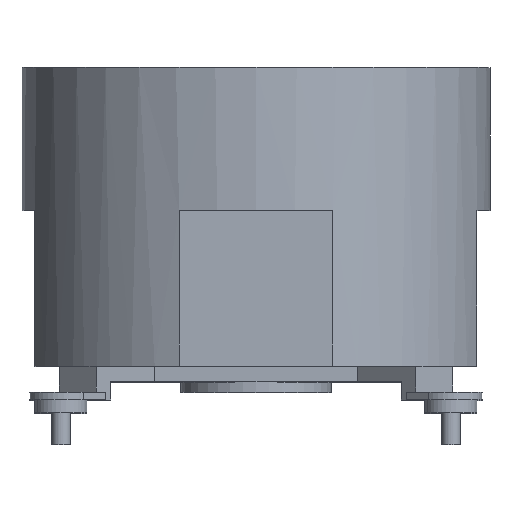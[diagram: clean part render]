
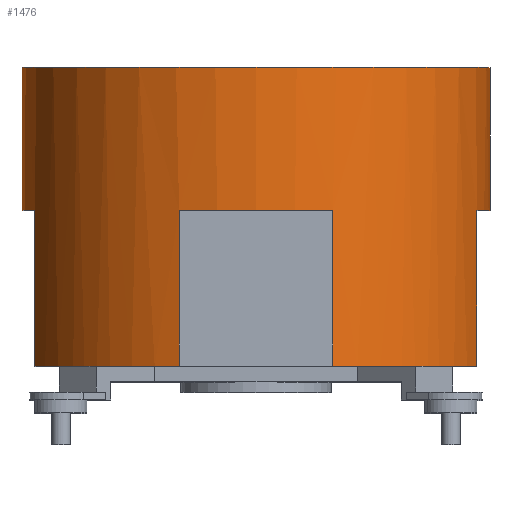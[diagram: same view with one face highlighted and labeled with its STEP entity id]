
A CAD part, top view. The second image highlights one B-rep face of the part: STEP entity #1476.
In plain terms, the highlighted cylindrical face has radius 45 mm (diameter 90 mm), a full revolution.
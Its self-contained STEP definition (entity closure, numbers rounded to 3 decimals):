
#28=CYLINDRICAL_SURFACE('',#1595,45.);
#52=FACE_OUTER_BOUND('',#141,.T.);
#141=EDGE_LOOP('',(#1001,#1002,#1003,#1004,#1005,#1006,#1007,#1008,#1009,
#1010,#1011,#1012,#1013,#1014,#1015,#1016,#1017,#1018,#1019,#1020,#1021,
#1022,#1023,#1024,#1025,#1026,#1027,#1028));
#225=CIRCLE('',#1572,45.);
#226=CIRCLE('',#1573,45.);
#227=CIRCLE('',#1575,45.);
#228=CIRCLE('',#1577,45.);
#229=CIRCLE('',#1579,45.);
#230=CIRCLE('',#1581,45.);
#231=CIRCLE('',#1583,45.);
#232=CIRCLE('',#1584,45.);
#233=CIRCLE('',#1586,45.);
#234=CIRCLE('',#1587,45.);
#235=CIRCLE('',#1589,45.);
#236=CIRCLE('',#1590,45.);
#237=CIRCLE('',#1592,45.);
#238=CIRCLE('',#1593,45.);
#239=CIRCLE('',#1596,45.);
#240=CIRCLE('',#1597,45.);
#241=CIRCLE('',#1598,45.);
#242=CIRCLE('',#1599,45.);
#289=LINE('',#2221,#459);
#290=LINE('',#2222,#460);
#291=LINE('',#2224,#461);
#292=LINE('',#2225,#462);
#293=LINE('',#2227,#463);
#294=LINE('',#2228,#464);
#295=LINE('',#2230,#465);
#296=LINE('',#2231,#466);
#297=LINE('',#2234,#467);
#459=VECTOR('',#1774,10.);
#460=VECTOR('',#1775,10.);
#461=VECTOR('',#1778,45.);
#462=VECTOR('',#1779,10.);
#463=VECTOR('',#1782,10.);
#464=VECTOR('',#1783,10.);
#465=VECTOR('',#1786,10.);
#466=VECTOR('',#1787,10.);
#467=VECTOR('',#1792,10.);
#609=VERTEX_POINT('',#2144);
#610=VERTEX_POINT('',#2145);
#611=VERTEX_POINT('',#2147);
#612=VERTEX_POINT('',#2151);
#613=VERTEX_POINT('',#2152);
#614=VERTEX_POINT('',#2156);
#615=VERTEX_POINT('',#2157);
#616=VERTEX_POINT('',#2161);
#617=VERTEX_POINT('',#2162);
#618=VERTEX_POINT('',#2166);
#620=VERTEX_POINT('',#2170);
#622=VERTEX_POINT('',#2174);
#623=VERTEX_POINT('',#2176);
#624=VERTEX_POINT('',#2178);
#626=VERTEX_POINT('',#2183);
#627=VERTEX_POINT('',#2185);
#628=VERTEX_POINT('',#2187);
#629=VERTEX_POINT('',#2189);
#632=VERTEX_POINT('',#2196);
#633=VERTEX_POINT('',#2198);
#634=VERTEX_POINT('',#2200);
#635=VERTEX_POINT('',#2202);
#638=VERTEX_POINT('',#2209);
#640=VERTEX_POINT('',#2213);
#641=VERTEX_POINT('',#2215);
#642=VERTEX_POINT('',#2217);
#750=EDGE_CURVE('',#610,#611,#225,.T.);
#751=EDGE_CURVE('',#611,#609,#226,.T.);
#753=EDGE_CURVE('',#613,#612,#227,.T.);
#755=EDGE_CURVE('',#615,#614,#228,.T.);
#757=EDGE_CURVE('',#617,#616,#229,.T.);
#758=EDGE_CURVE('',#618,#618,#230,.T.);
#762=EDGE_CURVE('',#623,#622,#231,.T.);
#764=EDGE_CURVE('',#620,#624,#232,.T.);
#766=EDGE_CURVE('',#627,#626,#233,.T.);
#768=EDGE_CURVE('',#629,#628,#234,.T.);
#772=EDGE_CURVE('',#633,#632,#235,.T.);
#774=EDGE_CURVE('',#635,#634,#236,.T.);
#780=EDGE_CURVE('',#641,#640,#237,.T.);
#782=EDGE_CURVE('',#638,#642,#238,.T.);
#783=EDGE_CURVE('',#623,#617,#289,.T.);
#784=EDGE_CURVE('',#624,#616,#290,.T.);
#785=EDGE_CURVE('',#618,#611,#291,.T.);
#786=EDGE_CURVE('',#627,#610,#292,.T.);
#787=EDGE_CURVE('',#635,#626,#239,.T.);
#788=EDGE_CURVE('',#634,#612,#293,.T.);
#789=EDGE_CURVE('',#633,#613,#294,.T.);
#790=EDGE_CURVE('',#638,#632,#240,.T.);
#791=EDGE_CURVE('',#642,#614,#295,.T.);
#792=EDGE_CURVE('',#641,#615,#296,.T.);
#793=EDGE_CURVE('',#620,#640,#241,.T.);
#794=EDGE_CURVE('',#629,#622,#242,.T.);
#795=EDGE_CURVE('',#628,#609,#297,.T.);
#1001=ORIENTED_EDGE('',*,*,#758,.F.);
#1002=ORIENTED_EDGE('',*,*,#785,.T.);
#1003=ORIENTED_EDGE('',*,*,#750,.F.);
#1004=ORIENTED_EDGE('',*,*,#786,.F.);
#1005=ORIENTED_EDGE('',*,*,#766,.T.);
#1006=ORIENTED_EDGE('',*,*,#787,.F.);
#1007=ORIENTED_EDGE('',*,*,#774,.T.);
#1008=ORIENTED_EDGE('',*,*,#788,.T.);
#1009=ORIENTED_EDGE('',*,*,#753,.F.);
#1010=ORIENTED_EDGE('',*,*,#789,.F.);
#1011=ORIENTED_EDGE('',*,*,#772,.T.);
#1012=ORIENTED_EDGE('',*,*,#790,.F.);
#1013=ORIENTED_EDGE('',*,*,#782,.T.);
#1014=ORIENTED_EDGE('',*,*,#791,.T.);
#1015=ORIENTED_EDGE('',*,*,#755,.F.);
#1016=ORIENTED_EDGE('',*,*,#792,.F.);
#1017=ORIENTED_EDGE('',*,*,#780,.T.);
#1018=ORIENTED_EDGE('',*,*,#793,.F.);
#1019=ORIENTED_EDGE('',*,*,#764,.T.);
#1020=ORIENTED_EDGE('',*,*,#784,.T.);
#1021=ORIENTED_EDGE('',*,*,#757,.F.);
#1022=ORIENTED_EDGE('',*,*,#783,.F.);
#1023=ORIENTED_EDGE('',*,*,#762,.T.);
#1024=ORIENTED_EDGE('',*,*,#794,.F.);
#1025=ORIENTED_EDGE('',*,*,#768,.T.);
#1026=ORIENTED_EDGE('',*,*,#795,.T.);
#1027=ORIENTED_EDGE('',*,*,#751,.F.);
#1028=ORIENTED_EDGE('',*,*,#785,.F.);
#1476=ADVANCED_FACE('',(#52),#28,.T.);
#1572=AXIS2_PLACEMENT_3D('',#2148,#1709,#1710);
#1573=AXIS2_PLACEMENT_3D('',#2149,#1711,#1712);
#1575=AXIS2_PLACEMENT_3D('',#2154,#1716,#1717);
#1577=AXIS2_PLACEMENT_3D('',#2159,#1721,#1722);
#1579=AXIS2_PLACEMENT_3D('',#2164,#1726,#1727);
#1581=AXIS2_PLACEMENT_3D('',#2167,#1730,#1731);
#1583=AXIS2_PLACEMENT_3D('',#2177,#1737,#1738);
#1584=AXIS2_PLACEMENT_3D('',#2180,#1740,#1741);
#1586=AXIS2_PLACEMENT_3D('',#2186,#1745,#1746);
#1587=AXIS2_PLACEMENT_3D('',#2190,#1748,#1749);
#1589=AXIS2_PLACEMENT_3D('',#2199,#1755,#1756);
#1590=AXIS2_PLACEMENT_3D('',#2203,#1758,#1759);
#1592=AXIS2_PLACEMENT_3D('',#2216,#1767,#1768);
#1593=AXIS2_PLACEMENT_3D('',#2219,#1770,#1771);
#1595=AXIS2_PLACEMENT_3D('',#2223,#1776,#1777);
#1596=AXIS2_PLACEMENT_3D('',#2226,#1780,#1781);
#1597=AXIS2_PLACEMENT_3D('',#2229,#1784,#1785);
#1598=AXIS2_PLACEMENT_3D('',#2232,#1788,#1789);
#1599=AXIS2_PLACEMENT_3D('',#2233,#1790,#1791);
#1709=DIRECTION('center_axis',(0.,-1.,0.));
#1710=DIRECTION('ref_axis',(-1.,0.,0.));
#1711=DIRECTION('center_axis',(0.,-1.,0.));
#1712=DIRECTION('ref_axis',(-1.,0.,0.));
#1716=DIRECTION('center_axis',(0.,-1.,0.));
#1717=DIRECTION('ref_axis',(-1.,0.,0.));
#1721=DIRECTION('center_axis',(0.,-1.,0.));
#1722=DIRECTION('ref_axis',(-1.,0.,0.));
#1726=DIRECTION('center_axis',(0.,-1.,0.));
#1727=DIRECTION('ref_axis',(-1.,0.,0.));
#1730=DIRECTION('center_axis',(0.,1.,0.));
#1731=DIRECTION('ref_axis',(-1.,0.,0.));
#1737=DIRECTION('center_axis',(0.,1.,0.));
#1738=DIRECTION('ref_axis',(-1.,0.,0.));
#1740=DIRECTION('center_axis',(0.,1.,0.));
#1741=DIRECTION('ref_axis',(-1.,0.,0.));
#1745=DIRECTION('center_axis',(0.,1.,0.));
#1746=DIRECTION('ref_axis',(-1.,0.,0.));
#1748=DIRECTION('center_axis',(0.,1.,0.));
#1749=DIRECTION('ref_axis',(-1.,0.,0.));
#1755=DIRECTION('center_axis',(0.,1.,0.));
#1756=DIRECTION('ref_axis',(-1.,0.,0.));
#1758=DIRECTION('center_axis',(0.,1.,0.));
#1759=DIRECTION('ref_axis',(-1.,0.,0.));
#1767=DIRECTION('center_axis',(0.,1.,0.));
#1768=DIRECTION('ref_axis',(-1.,0.,0.));
#1770=DIRECTION('center_axis',(0.,1.,0.));
#1771=DIRECTION('ref_axis',(-1.,0.,0.));
#1774=DIRECTION('',(0.,1.,0.));
#1775=DIRECTION('',(0.,1.,0.));
#1776=DIRECTION('center_axis',(0.,1.,0.));
#1777=DIRECTION('ref_axis',(-1.,0.,0.));
#1778=DIRECTION('',(0.,-1.,0.));
#1779=DIRECTION('',(0.,1.,0.));
#1780=DIRECTION('center_axis',(0.,-1.,0.));
#1781=DIRECTION('ref_axis',(-1.,0.,0.));
#1782=DIRECTION('',(0.,1.,0.));
#1783=DIRECTION('',(0.,1.,0.));
#1784=DIRECTION('center_axis',(0.,-1.,0.));
#1785=DIRECTION('ref_axis',(-1.,0.,0.));
#1786=DIRECTION('',(0.,1.,0.));
#1787=DIRECTION('',(0.,1.,0.));
#1788=DIRECTION('center_axis',(0.,-1.,0.));
#1789=DIRECTION('ref_axis',(-1.,0.,0.));
#1790=DIRECTION('center_axis',(0.,-1.,0.));
#1791=DIRECTION('ref_axis',(-1.,0.,0.));
#1792=DIRECTION('',(0.,1.,0.));
#2144=CARTESIAN_POINT('',(42.5,35.5,14.79));
#2145=CARTESIAN_POINT('',(42.5,35.5,-14.79));
#2147=CARTESIAN_POINT('',(45.,35.5,0.));
#2148=CARTESIAN_POINT('Origin',(0.,35.5,0.));
#2149=CARTESIAN_POINT('Origin',(0.,35.5,0.));
#2151=CARTESIAN_POINT('',(14.79,35.5,-42.5));
#2152=CARTESIAN_POINT('',(-14.79,35.5,-42.5));
#2154=CARTESIAN_POINT('Origin',(0.,35.5,0.));
#2156=CARTESIAN_POINT('',(-42.5,35.5,-14.79));
#2157=CARTESIAN_POINT('',(-42.5,35.5,14.79));
#2159=CARTESIAN_POINT('Origin',(0.,35.5,0.));
#2161=CARTESIAN_POINT('',(-14.79,35.5,42.5));
#2162=CARTESIAN_POINT('',(14.79,35.5,42.5));
#2164=CARTESIAN_POINT('Origin',(0.,35.5,0.));
#2166=CARTESIAN_POINT('',(45.,63.,0.));
#2167=CARTESIAN_POINT('Origin',(0.,63.,0.));
#2170=CARTESIAN_POINT('',(-28.087,5.5,35.158));
#2174=CARTESIAN_POINT('',(28.087,5.5,35.158));
#2176=CARTESIAN_POINT('',(14.79,5.5,42.5));
#2177=CARTESIAN_POINT('Origin',(0.,5.5,0.));
#2178=CARTESIAN_POINT('',(-14.79,5.5,42.5));
#2180=CARTESIAN_POINT('Origin',(0.,5.5,0.));
#2183=CARTESIAN_POINT('',(35.158,5.5,-28.087));
#2185=CARTESIAN_POINT('',(42.5,5.5,-14.79));
#2186=CARTESIAN_POINT('Origin',(0.,5.5,0.));
#2187=CARTESIAN_POINT('',(42.5,5.5,14.79));
#2189=CARTESIAN_POINT('',(35.158,5.5,28.087));
#2190=CARTESIAN_POINT('Origin',(0.,5.5,0.));
#2196=CARTESIAN_POINT('',(-28.087,5.5,-35.158));
#2198=CARTESIAN_POINT('',(-14.79,5.5,-42.5));
#2199=CARTESIAN_POINT('Origin',(0.,5.5,0.));
#2200=CARTESIAN_POINT('',(14.79,5.5,-42.5));
#2202=CARTESIAN_POINT('',(28.087,5.5,-35.158));
#2203=CARTESIAN_POINT('Origin',(0.,5.5,0.));
#2209=CARTESIAN_POINT('',(-35.158,5.5,-28.087));
#2213=CARTESIAN_POINT('',(-35.158,5.5,28.087));
#2215=CARTESIAN_POINT('',(-42.5,5.5,14.79));
#2216=CARTESIAN_POINT('Origin',(0.,5.5,0.));
#2217=CARTESIAN_POINT('',(-42.5,5.5,-14.79));
#2219=CARTESIAN_POINT('Origin',(0.,5.5,0.));
#2221=CARTESIAN_POINT('',(14.79,5.5,42.5));
#2222=CARTESIAN_POINT('',(-14.79,5.5,42.5));
#2223=CARTESIAN_POINT('Origin',(0.,5.5,0.));
#2224=CARTESIAN_POINT('',(45.,5.5,0.));
#2225=CARTESIAN_POINT('',(42.5,5.5,-14.79));
#2226=CARTESIAN_POINT('Origin',(0.,5.5,0.));
#2227=CARTESIAN_POINT('',(14.79,5.5,-42.5));
#2228=CARTESIAN_POINT('',(-14.79,5.5,-42.5));
#2229=CARTESIAN_POINT('Origin',(0.,5.5,0.));
#2230=CARTESIAN_POINT('',(-42.5,5.5,-14.79));
#2231=CARTESIAN_POINT('',(-42.5,5.5,14.79));
#2232=CARTESIAN_POINT('Origin',(0.,5.5,0.));
#2233=CARTESIAN_POINT('Origin',(0.,5.5,0.));
#2234=CARTESIAN_POINT('',(42.5,5.5,14.79));
